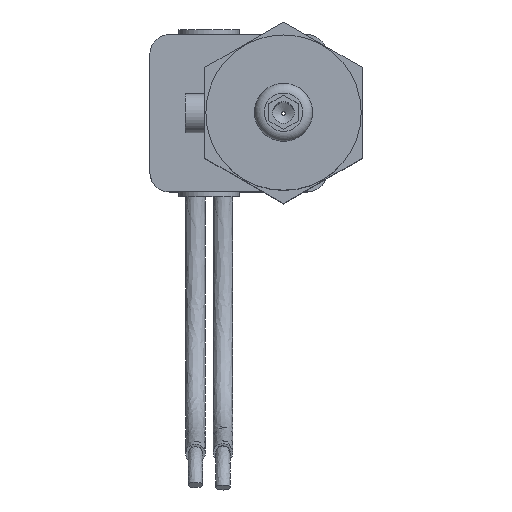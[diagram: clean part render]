
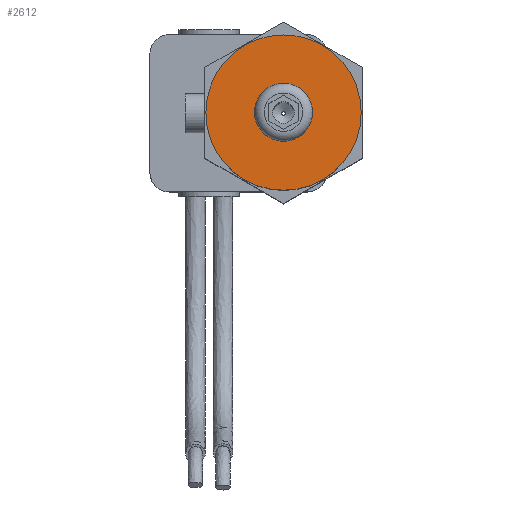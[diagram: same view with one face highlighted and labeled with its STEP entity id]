
A CAD part, top view. The second image highlights one B-rep face of the part: STEP entity #2612.
In plain terms, the highlighted planar face has unit normal (0, 0, 1).
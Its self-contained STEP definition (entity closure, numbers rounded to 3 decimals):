
#51=FACE_BOUND('',#400,.T.);
#98=PLANE('',#2816);
#225=FACE_OUTER_BOUND('',#399,.T.);
#399=EDGE_LOOP('',(#1870));
#400=EDGE_LOOP('',(#1871));
#1140=CIRCLE('',#2815,7.9);
#1141=CIRCLE('',#2817,2.642);
#1241=VERTEX_POINT('',#3908);
#1242=VERTEX_POINT('',#3912);
#1490=EDGE_CURVE('',#1241,#1241,#1140,.T.);
#1492=EDGE_CURVE('',#1242,#1242,#1141,.F.);
#1870=ORIENTED_EDGE('',*,*,#1490,.T.);
#1871=ORIENTED_EDGE('',*,*,#1492,.T.);
#2612=ADVANCED_FACE('',(#225,#51),#98,.T.);
#2815=AXIS2_PLACEMENT_3D('',#3909,#3100,#3101);
#2816=AXIS2_PLACEMENT_3D('',#3911,#3103,#3104);
#2817=AXIS2_PLACEMENT_3D('',#3913,#3105,#3106);
#3100=DIRECTION('center_axis',(0.,0.,1.));
#3101=DIRECTION('ref_axis',(-1.,0.,0.));
#3103=DIRECTION('center_axis',(0.,0.,1.));
#3104=DIRECTION('ref_axis',(-1.,0.,0.));
#3105=DIRECTION('center_axis',(0.,0.,1.));
#3106=DIRECTION('ref_axis',(1.,0.,0.));
#3908=CARTESIAN_POINT('',(45.9,0.,55.7));
#3909=CARTESIAN_POINT('Origin',(38.,0.,55.7));
#3911=CARTESIAN_POINT('Origin',(38.,0.,55.7));
#3912=CARTESIAN_POINT('',(35.358,0.,55.7));
#3913=CARTESIAN_POINT('Origin',(38.,0.,55.7));
